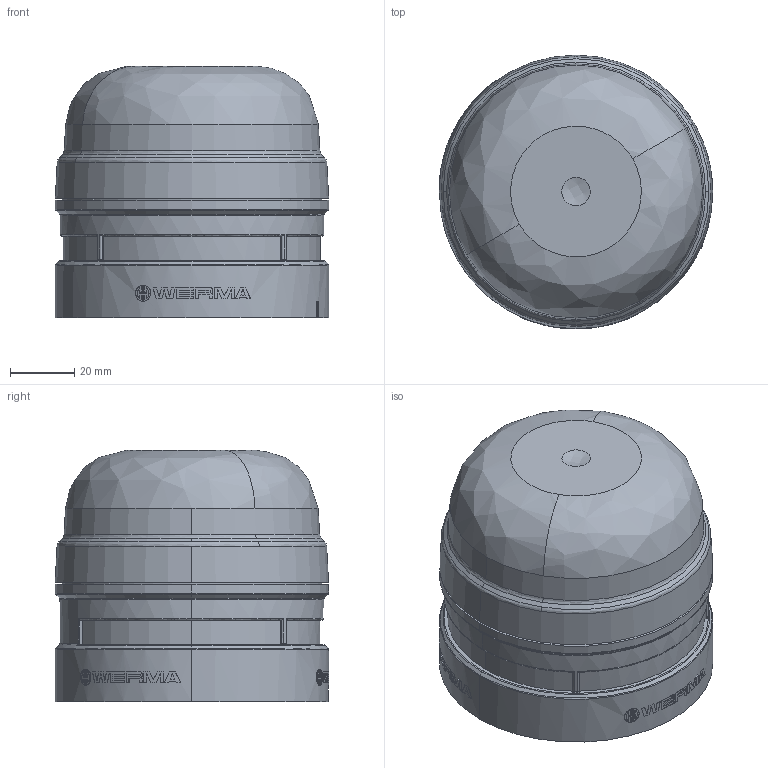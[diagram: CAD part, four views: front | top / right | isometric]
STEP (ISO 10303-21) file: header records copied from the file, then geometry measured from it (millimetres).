
FILE_DESCRIPTION (( 'STEP AP203' ), '1' );
FILE_NAME ('16170070.step', '2020-08-20T17:35:52', ( '' ), ( '' ), 'SwSTEP 2.0', 'SolidWorks 2019', '' );
FILE_SCHEMA (( 'CONFIG_CONTROL_DESIGN' ));
Length unit declared in the file: inch
Products named in the file (1): 16170070
Bounding box: 85 x 85.1 x 78.1 mm (x, y, z)
Volume: 319901 mm3; surface area: 34437.2 mm2
Topology: 1 solids, 4 shells, 344 faces, 916 edges, 602 vertices
Faces by surface type: plane 148, bspline 122, cylinder 49, cone 25
Entity records: 14548 total; most frequent: CARTESIAN_POINT 6588, ORIENTED_EDGE 1828, DIRECTION 1342, EDGE_CURVE 914, VERTEX_POINT 602, AXIS2_PLACEMENT_3D 467, VECTOR 408, LINE 408
